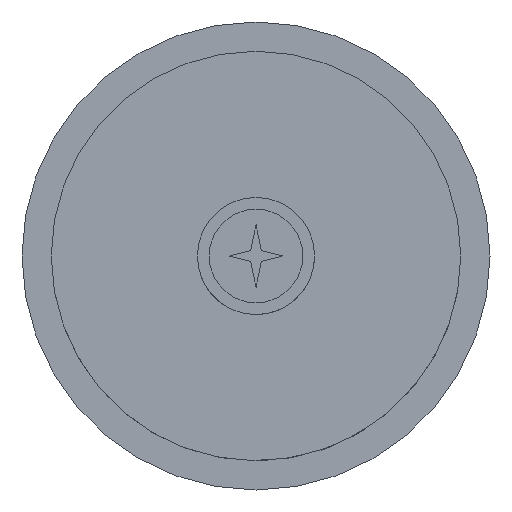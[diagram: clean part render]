
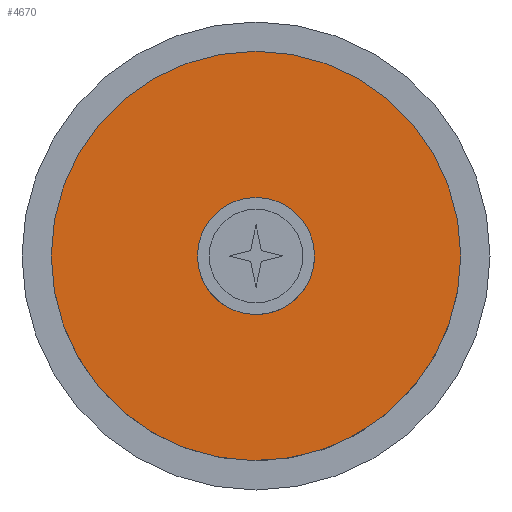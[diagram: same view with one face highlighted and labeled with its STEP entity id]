
A CAD part, front view. The second image highlights one B-rep face of the part: STEP entity #4670.
In plain terms, the highlighted planar face has unit normal (0, -1, 0).
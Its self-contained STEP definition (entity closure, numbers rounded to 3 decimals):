
#2850=CARTESIAN_POINT('',(40.,1.,0.));
#2860=DIRECTION('',(0.,-1.,0.));
#2870=DIRECTION('',(-1.,0.,0.));
#2880=AXIS2_PLACEMENT_3D('',#2850,#2860,#2870);
#2890=CIRCLE('',#2880,35.);
#2900=CARTESIAN_POINT('',(44.423,1.,-34.719));
#2910=VERTEX_POINT('',#2900);
#2920=CARTESIAN_POINT('',(75.,1.,0.));
#2930=VERTEX_POINT('',#2920);
#2940=EDGE_CURVE('',#2910,#2930,#2890,.T.);
#3070=CARTESIAN_POINT('',(5.,1.,0.));
#3080=VERTEX_POINT('',#3070);
#3110=EDGE_CURVE('',#3080,#2910,#2890,.T.);
#3250=CARTESIAN_POINT('',(50.,1.,0.));
#3260=VERTEX_POINT('',#3250);
#3290=CARTESIAN_POINT('',(40.,1.,0.));
#3300=DIRECTION('',(0.,-1.,0.));
#3310=DIRECTION('',(-1.,0.,0.));
#3320=AXIS2_PLACEMENT_3D('',#3290,#3300,#3310);
#3330=CIRCLE('',#3320,10.);
#3340=CARTESIAN_POINT('',(43.167,1.,-9.485));
#3350=VERTEX_POINT('',#3340);
#3360=EDGE_CURVE('',#3350,#3260,#3330,.T.);
#3380=CARTESIAN_POINT('',(30.,1.,0.));
#3390=VERTEX_POINT('',#3380);
#3400=EDGE_CURVE('',#3390,#3350,#3330,.T.);
#4070=EDGE_CURVE('',#2930,#3080,#2890,.T.);
#4320=EDGE_CURVE('',#3260,#3390,#3330,.T.);
#4520=CARTESIAN_POINT('',(42.,1.,34.943));
#4530=DIRECTION('',(-0.,-1.,-0.));
#4540=DIRECTION('',(-1.,0.,0.));
#4550=AXIS2_PLACEMENT_3D('',#4520,#4530,#4540);
#4560=PLANE('',#4550);
#4570=ORIENTED_EDGE('',*,*,#3360,.F.);
#4580=ORIENTED_EDGE('',*,*,#4320,.F.);
#4590=ORIENTED_EDGE('',*,*,#3400,.F.);
#4600=EDGE_LOOP('',(#4590,#4580,#4570));
#4610=FACE_BOUND('',#4600,.T.);
#4620=ORIENTED_EDGE('',*,*,#4070,.T.);
#4630=ORIENTED_EDGE('',*,*,#2940,.T.);
#4640=ORIENTED_EDGE('',*,*,#3110,.T.);
#4650=EDGE_LOOP('',(#4640,#4630,#4620));
#4660=FACE_OUTER_BOUND('',#4650,.T.);
#4670=ADVANCED_FACE('',(#4610,#4660),#4560,.T.);
